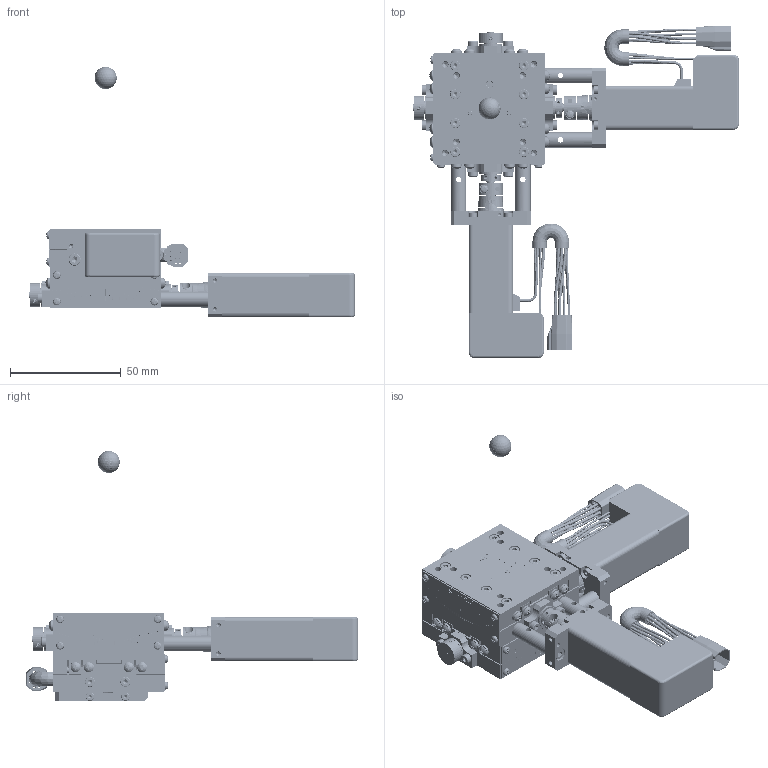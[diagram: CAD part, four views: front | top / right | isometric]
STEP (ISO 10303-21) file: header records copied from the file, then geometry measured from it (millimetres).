
FILE_DESCRIPTION( (''), '2;1');
FILE_NAME ('DR051316-0001-000-00(3D).stp','2019-04-26T13:07:23',(''),(''),'spGate 13.4.4','','');
FILE_SCHEMA (('AUTOMOTIVE_DESIGN'));
Length unit declared in the file: millimetre
Products named in the file (19): Assembly; DR051316-0001-000-00(3D)-prt0; DR051316-0001-000-00(3D)-prt1; DR051316-0001-000-00(3D)-prt2; DR051316-0001-000-00(3D)-prt3; DR051316-0001-000-00(3D)-prt4; DR051316-0001-000-00(3D)-prt5; DR051316-0001-000-00(3D)-prt6; DR051316-0001-000-00(3D)-prt7; DR051316-0001-000-00(3D)-prt8; DR051316-0001-000-00(3D)-prt9; DR051316-0001-000-00(3D)-prt10; DR051316-0001-000-00(3D)-prt11; DR051316-0001-000-00(3D)-prt12; DR051316-0001-000-00(3D)-prt13; DR051316-0001-000-00(3D)-prt14; DR051316-0001-000-00(3D)-prt15; DR051316-0001-000-00(3D)-prt16; DR051316-0001-000-00(3D)-prt17
Assembly tree (18 placements, depth 2):
  Assembly
    DR051316-0001-000-00(3D)-prt0
    DR051316-0001-000-00(3D)-prt1
    DR051316-0001-000-00(3D)-prt2
    DR051316-0001-000-00(3D)-prt3
    DR051316-0001-000-00(3D)-prt4
    DR051316-0001-000-00(3D)-prt5
    DR051316-0001-000-00(3D)-prt6
    DR051316-0001-000-00(3D)-prt7
    DR051316-0001-000-00(3D)-prt8
    DR051316-0001-000-00(3D)-prt9
    DR051316-0001-000-00(3D)-prt10
    DR051316-0001-000-00(3D)-prt11
    DR051316-0001-000-00(3D)-prt12
    DR051316-0001-000-00(3D)-prt13
    DR051316-0001-000-00(3D)-prt14
    DR051316-0001-000-00(3D)-prt15
    DR051316-0001-000-00(3D)-prt16
    DR051316-0001-000-00(3D)-prt17
Bounding box: 147 x 149.88 x 113 mm (x, y, z)
Volume: 161125.8 mm3; surface area: 78376.1 mm2
Topology: 18 solids, 18 shells, 5698 faces, 14081 edges, 8643 vertices
Faces by surface type: plane 3146, cylinder 1454, bspline 1046, sphere 52
Entity records: 292165 total; most frequent: CARTESIAN_POINT 53366, ORIENTED_EDGE 27602, DIRECTION 24410, COLOUR_RGB 19517, PRESENTATION_STYLE_ASSIGNMENT 19517, STYLED_ITEM 19517, EDGE_CURVE 13801, DRAUGHTING_PRE_DEFINED_CURVE_FONT 13801
